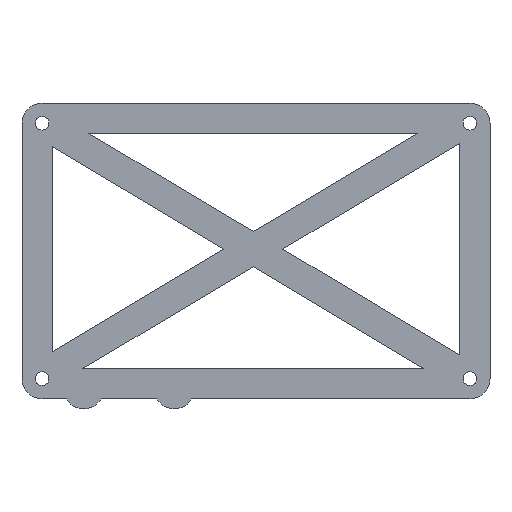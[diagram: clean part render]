
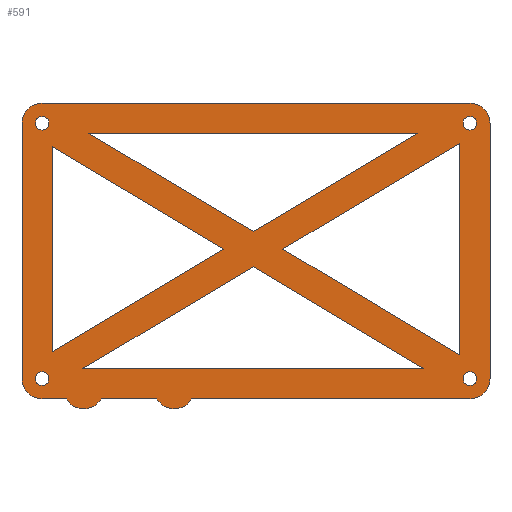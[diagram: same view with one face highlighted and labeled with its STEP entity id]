
A CAD part, front view. The second image highlights one B-rep face of the part: STEP entity #591.
In plain terms, the highlighted planar face has unit normal (0, -1, 0).
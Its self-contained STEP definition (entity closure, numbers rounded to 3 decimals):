
#20=CIRCLE('',#634,1.35);
#22=CIRCLE('',#637,4.);
#23=CIRCLE('',#638,4.);
#24=CIRCLE('',#639,4.);
#25=CIRCLE('',#640,4.);
#26=CIRCLE('',#641,4.);
#27=CIRCLE('',#642,4.);
#28=CIRCLE('',#643,1.35);
#29=CIRCLE('',#644,1.35);
#30=CIRCLE('',#645,1.35);
#68=ORIENTED_EDGE('',*,*,#228,.T.);
#69=ORIENTED_EDGE('',*,*,#224,.T.);
#70=ORIENTED_EDGE('',*,*,#229,.T.);
#71=ORIENTED_EDGE('',*,*,#213,.F.);
#72=ORIENTED_EDGE('',*,*,#230,.T.);
#73=ORIENTED_EDGE('',*,*,#231,.T.);
#74=ORIENTED_EDGE('',*,*,#232,.T.);
#75=ORIENTED_EDGE('',*,*,#216,.T.);
#76=ORIENTED_EDGE('',*,*,#233,.T.);
#77=ORIENTED_EDGE('',*,*,#220,.F.);
#78=ORIENTED_EDGE('',*,*,#234,.T.);
#79=ORIENTED_EDGE('',*,*,#235,.T.);
#80=ORIENTED_EDGE('',*,*,#226,.F.);
#81=ORIENTED_EDGE('',*,*,#236,.F.);
#82=ORIENTED_EDGE('',*,*,#237,.T.);
#83=ORIENTED_EDGE('',*,*,#238,.T.);
#84=ORIENTED_EDGE('',*,*,#239,.T.);
#85=ORIENTED_EDGE('',*,*,#240,.F.);
#86=ORIENTED_EDGE('',*,*,#241,.T.);
#87=ORIENTED_EDGE('',*,*,#242,.T.);
#88=ORIENTED_EDGE('',*,*,#243,.T.);
#89=ORIENTED_EDGE('',*,*,#244,.F.);
#90=ORIENTED_EDGE('',*,*,#245,.T.);
#91=ORIENTED_EDGE('',*,*,#246,.F.);
#92=ORIENTED_EDGE('',*,*,#247,.F.);
#93=ORIENTED_EDGE('',*,*,#248,.F.);
#94=ORIENTED_EDGE('',*,*,#249,.F.);
#95=ORIENTED_EDGE('',*,*,#250,.F.);
#213=EDGE_CURVE('',#293,#291,#349,.T.);
#216=EDGE_CURVE('',#297,#296,#352,.T.);
#220=EDGE_CURVE('',#300,#301,#356,.T.);
#224=EDGE_CURVE('',#305,#304,#360,.T.);
#226=EDGE_CURVE('',#306,#306,#20,.T.);
#228=EDGE_CURVE('',#308,#305,#362,.T.);
#229=EDGE_CURVE('',#304,#308,#363,.T.);
#230=EDGE_CURVE('',#293,#309,#364,.T.);
#231=EDGE_CURVE('',#309,#291,#365,.T.);
#232=EDGE_CURVE('',#310,#297,#366,.T.);
#233=EDGE_CURVE('',#296,#310,#367,.T.);
#234=EDGE_CURVE('',#300,#311,#368,.T.);
#235=EDGE_CURVE('',#311,#301,#369,.T.);
#236=EDGE_CURVE('',#312,#313,#370,.T.);
#237=EDGE_CURVE('',#312,#314,#22,.T.);
#238=EDGE_CURVE('',#314,#315,#371,.T.);
#239=EDGE_CURVE('',#315,#316,#23,.T.);
#240=EDGE_CURVE('',#317,#316,#372,.T.);
#241=EDGE_CURVE('',#317,#318,#24,.T.);
#242=EDGE_CURVE('',#318,#319,#373,.T.);
#243=EDGE_CURVE('',#319,#320,#25,.T.);
#244=EDGE_CURVE('',#321,#320,#374,.T.);
#245=EDGE_CURVE('',#321,#322,#26,.T.);
#246=EDGE_CURVE('',#323,#322,#375,.T.);
#247=EDGE_CURVE('',#313,#323,#27,.T.);
#248=EDGE_CURVE('',#324,#324,#28,.T.);
#249=EDGE_CURVE('',#325,#325,#29,.T.);
#250=EDGE_CURVE('',#326,#326,#30,.T.);
#291=VERTEX_POINT('',#845);
#293=VERTEX_POINT('',#849);
#296=VERTEX_POINT('',#856);
#297=VERTEX_POINT('',#858);
#300=VERTEX_POINT('',#865);
#301=VERTEX_POINT('',#867);
#304=VERTEX_POINT('',#874);
#305=VERTEX_POINT('',#876);
#306=VERTEX_POINT('',#880);
#308=VERTEX_POINT('',#885);
#309=VERTEX_POINT('',#888);
#310=VERTEX_POINT('',#891);
#311=VERTEX_POINT('',#894);
#312=VERTEX_POINT('',#897);
#313=VERTEX_POINT('',#898);
#314=VERTEX_POINT('',#900);
#315=VERTEX_POINT('',#902);
#316=VERTEX_POINT('',#904);
#317=VERTEX_POINT('',#906);
#318=VERTEX_POINT('',#908);
#319=VERTEX_POINT('',#910);
#320=VERTEX_POINT('',#912);
#321=VERTEX_POINT('',#914);
#322=VERTEX_POINT('',#916);
#323=VERTEX_POINT('',#918);
#324=VERTEX_POINT('',#921);
#325=VERTEX_POINT('',#923);
#326=VERTEX_POINT('',#925);
#349=LINE('',#850,#409);
#352=LINE('',#857,#412);
#356=LINE('',#866,#416);
#360=LINE('',#875,#420);
#362=LINE('',#884,#422);
#363=LINE('',#886,#423);
#364=LINE('',#887,#424);
#365=LINE('',#889,#425);
#366=LINE('',#890,#426);
#367=LINE('',#892,#427);
#368=LINE('',#893,#428);
#369=LINE('',#895,#429);
#370=LINE('',#896,#430);
#371=LINE('',#901,#431);
#372=LINE('',#905,#432);
#373=LINE('',#909,#433);
#374=LINE('',#913,#434);
#375=LINE('',#917,#435);
#409=VECTOR('',#686,1000.);
#412=VECTOR('',#691,1000.);
#416=VECTOR('',#697,1000.);
#420=VECTOR('',#703,1000.);
#422=VECTOR('',#713,1000.);
#423=VECTOR('',#714,1000.);
#424=VECTOR('',#715,1000.);
#425=VECTOR('',#716,1000.);
#426=VECTOR('',#717,1000.);
#427=VECTOR('',#718,1000.);
#428=VECTOR('',#719,1000.);
#429=VECTOR('',#720,1000.);
#430=VECTOR('',#721,1000.);
#431=VECTOR('',#724,1000.);
#432=VECTOR('',#727,1000.);
#433=VECTOR('',#730,1000.);
#434=VECTOR('',#733,1000.);
#435=VECTOR('',#736,1000.);
#472=EDGE_LOOP('',(#68,#69,#70));
#473=EDGE_LOOP('',(#71,#72,#73));
#474=EDGE_LOOP('',(#74,#75,#76));
#475=EDGE_LOOP('',(#77,#78,#79));
#476=EDGE_LOOP('',(#80));
#477=EDGE_LOOP('',(#81,#82,#83,#84,#85,#86,#87,#88,#89,#90,#91,#92));
#478=EDGE_LOOP('',(#93));
#479=EDGE_LOOP('',(#94));
#480=EDGE_LOOP('',(#95));
#522=FACE_BOUND('',#472,.T.);
#523=FACE_BOUND('',#473,.T.);
#524=FACE_BOUND('',#474,.T.);
#525=FACE_BOUND('',#475,.T.);
#526=FACE_BOUND('',#476,.T.);
#527=FACE_BOUND('',#477,.T.);
#528=FACE_BOUND('',#478,.T.);
#529=FACE_BOUND('',#479,.T.);
#530=FACE_BOUND('',#480,.T.);
#570=PLANE('',#636);
#591=ADVANCED_FACE('',(#522,#523,#524,#525,#526,#527,#528,#529,#530),#570,
 .T.);
#634=AXIS2_PLACEMENT_3D('',#879,#707,#708);
#636=AXIS2_PLACEMENT_3D('',#883,#711,#712);
#637=AXIS2_PLACEMENT_3D('',#899,#722,#723);
#638=AXIS2_PLACEMENT_3D('',#903,#725,#726);
#639=AXIS2_PLACEMENT_3D('',#907,#728,#729);
#640=AXIS2_PLACEMENT_3D('',#911,#731,#732);
#641=AXIS2_PLACEMENT_3D('',#915,#734,#735);
#642=AXIS2_PLACEMENT_3D('',#919,#737,#738);
#643=AXIS2_PLACEMENT_3D('',#920,#739,#740);
#644=AXIS2_PLACEMENT_3D('',#922,#741,#742);
#645=AXIS2_PLACEMENT_3D('',#924,#743,#744);
#686=DIRECTION('',(-1.,0.,0.));
#691=DIRECTION('',(0.,0.,-1.));
#697=DIRECTION('',(1.,0.,0.));
#703=DIRECTION('',(0.,0.,1.));
#707=DIRECTION('',(0.,-1.,0.));
#708=DIRECTION('',(0.,0.,1.));
#711=DIRECTION('',(0.,-1.,0.));
#712=DIRECTION('',(0.,0.,1.));
#713=DIRECTION('',(-0.859,0.,-0.513));
#714=DIRECTION('',(0.859,0.,-0.513));
#715=DIRECTION('',(-0.859,0.,-0.513));
#716=DIRECTION('',(-0.859,0.,0.513));
#717=DIRECTION('',(0.859,0.,0.513));
#718=DIRECTION('',(-0.859,0.,0.513));
#719=DIRECTION('',(0.859,0.,0.513));
#720=DIRECTION('',(0.859,0.,-0.513));
#721=DIRECTION('',(-1.,0.,0.));
#722=DIRECTION('',(0.,-1.,0.));
#723=DIRECTION('',(0.,0.,-1.));
#724=DIRECTION('',(0.,0.,1.));
#725=DIRECTION('',(0.,-1.,0.));
#726=DIRECTION('',(0.,0.,-1.));
#727=DIRECTION('',(1.,0.,0.));
#728=DIRECTION('',(0.,-1.,0.));
#729=DIRECTION('',(0.,0.,-1.));
#730=DIRECTION('',(0.,0.,-1.));
#731=DIRECTION('',(0.,-1.,0.));
#732=DIRECTION('',(0.,0.,-1.));
#733=DIRECTION('',(-1.,0.,0.));
#734=DIRECTION('',(0.,-1.,0.));
#735=DIRECTION('',(-1.,0.,0.));
#736=DIRECTION('',(-1.,0.,0.));
#737=DIRECTION('',(0.,1.,0.));
#738=DIRECTION('',(-1.,0.,0.));
#739=DIRECTION('',(0.,-1.,0.));
#740=DIRECTION('',(0.,0.,1.));
#741=DIRECTION('',(0.,-1.,0.));
#742=DIRECTION('',(0.,0.,-1.));
#743=DIRECTION('',(0.,-1.,0.));
#744=DIRECTION('',(0.,0.,-1.));
#845=CARTESIAN_POINT('',(-61.217,1.6,11.125));
#849=CARTESIAN_POINT('',(4.182,1.6,11.125));
#850=CARTESIAN_POINT('',(15.,1.6,11.125));
#856=CARTESIAN_POINT('',(12.5,1.6,-32.888));
#857=CARTESIAN_POINT('',(12.5,1.6,8.875));
#858=CARTESIAN_POINT('',(12.5,1.6,9.103));
#865=CARTESIAN_POINT('',(-62.414,1.6,-35.625));
#866=CARTESIAN_POINT('',(-70.,1.6,-35.625));
#867=CARTESIAN_POINT('',(5.379,1.6,-35.625));
#874=CARTESIAN_POINT('',(-68.5,1.6,8.485));
#875=CARTESIAN_POINT('',(-68.5,1.6,-33.875));
#876=CARTESIAN_POINT('',(-68.5,1.6,-32.271));
#879=CARTESIAN_POINT('',(14.5,1.6,-37.625));
#880=CARTESIAN_POINT('',(14.5,1.6,-36.275));
#883=CARTESIAN_POINT('',(16.,1.6,-37.875));
#884=CARTESIAN_POINT('',(-34.369,1.6,-11.893));
#885=CARTESIAN_POINT('',(-34.369,1.6,-11.893));
#886=CARTESIAN_POINT('',(-34.369,1.6,-11.893));
#887=CARTESIAN_POINT('',(0.414,1.6,8.875));
#888=CARTESIAN_POINT('',(-28.517,1.6,-8.399));
#889=CARTESIAN_POINT('',(-28.517,1.6,-8.399));
#890=CARTESIAN_POINT('',(11.,1.6,8.208));
#891=CARTESIAN_POINT('',(-22.665,1.6,-11.893));
#892=CARTESIAN_POINT('',(11.,1.6,-31.993));
#893=CARTESIAN_POINT('',(-28.517,1.6,-15.387));
#894=CARTESIAN_POINT('',(-28.517,1.6,-15.387));
#895=CARTESIAN_POINT('',(2.448,1.6,-33.875));
#896=CARTESIAN_POINT('',(16.,1.6,-41.625));
#897=CARTESIAN_POINT('',(14.5,1.6,-41.625));
#898=CARTESIAN_POINT('',(-40.786,1.6,-41.625));
#899=CARTESIAN_POINT('',(14.5,1.6,-37.625));
#900=CARTESIAN_POINT('',(18.5,1.6,-37.625));
#901=CARTESIAN_POINT('',(18.5,1.6,-37.125));
#902=CARTESIAN_POINT('',(18.5,1.6,13.125));
#903=CARTESIAN_POINT('',(14.5,1.6,13.125));
#904=CARTESIAN_POINT('',(14.5,1.6,17.125));
#905=CARTESIAN_POINT('',(-71.,1.6,17.125));
#906=CARTESIAN_POINT('',(-70.5,1.6,17.125));
#907=CARTESIAN_POINT('',(-70.5,1.6,13.125));
#908=CARTESIAN_POINT('',(-74.5,1.6,13.125));
#909=CARTESIAN_POINT('',(-74.5,1.6,12.125));
#910=CARTESIAN_POINT('',(-74.5,1.6,-37.625));
#911=CARTESIAN_POINT('',(-70.5,1.6,-37.625));
#912=CARTESIAN_POINT('',(-70.5,1.6,-41.625));
#913=CARTESIAN_POINT('',(16.,1.6,-41.625));
#914=CARTESIAN_POINT('',(-65.714,1.6,-41.625));
#915=CARTESIAN_POINT('',(-62.25,1.6,-39.625));
#916=CARTESIAN_POINT('',(-58.786,1.6,-41.625));
#917=CARTESIAN_POINT('',(16.,1.6,-41.625));
#918=CARTESIAN_POINT('',(-47.714,1.6,-41.625));
#919=CARTESIAN_POINT('',(-44.25,1.6,-39.625));
#920=CARTESIAN_POINT('',(-70.5,1.6,-37.625));
#921=CARTESIAN_POINT('',(-70.5,1.6,-36.275));
#922=CARTESIAN_POINT('',(14.5,1.6,13.125));
#923=CARTESIAN_POINT('',(14.5,1.6,11.775));
#924=CARTESIAN_POINT('',(-70.5,1.6,13.125));
#925=CARTESIAN_POINT('',(-70.5,1.6,11.775));
